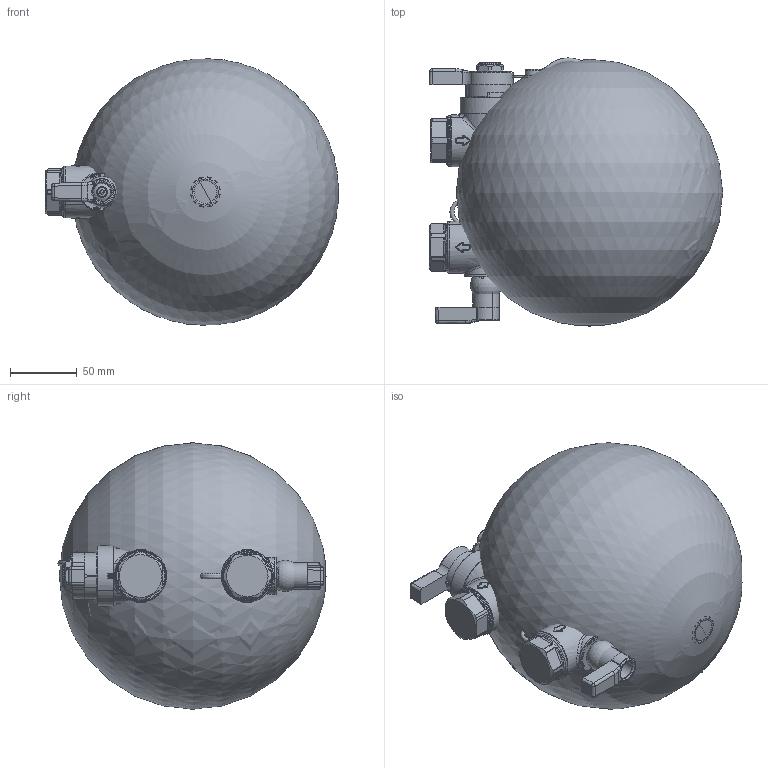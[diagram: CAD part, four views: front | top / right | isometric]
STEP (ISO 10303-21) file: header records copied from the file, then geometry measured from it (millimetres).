
FILE_DESCRIPTION((''),'2;1');
FILE_NAME('149500_H80_SW0001','2017-06-13T',('sparenzan'),(''),'CREO PARAMETRIC BY PTC INC, 2016050','CREO PARAMETRIC BY PTC INC, 2016050','');
FILE_SCHEMA(('CONFIG_CONTROL_DESIGN'));
Products named in the file (1): 149500_H80_SW0001
Bounding box: 219.99 x 201.03 x 199.94 mm (x, y, z)
Surface area: 374148.4 mm2 (no closed solid volume)
Topology: 0 solids, 0 shells, 3015 faces, 13397 edges, 13220 vertices
Faces by surface type: bspline 2817, torus 113, sphere 85
Entity records: 270992 total; most frequent: CARTESIAN_POINT 155173, DIRECTION 16546, TRIMMED_CURVE 14730, VECTOR 13310, LINE 13310, DEFINITIONAL_REPRESENTATION 13126, PCURVE 13126, COMPOSITE_CURVE_SEGMENT 13126
